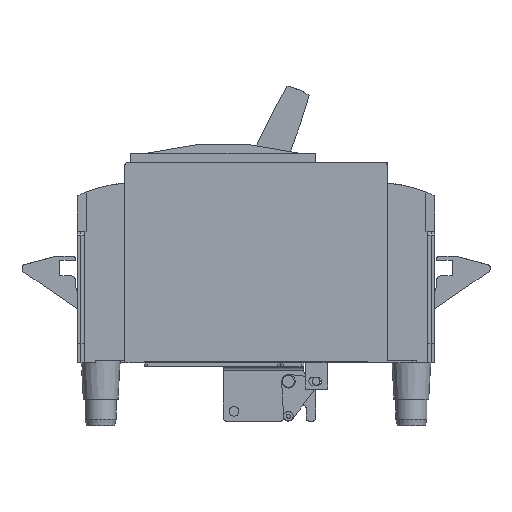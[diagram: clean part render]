
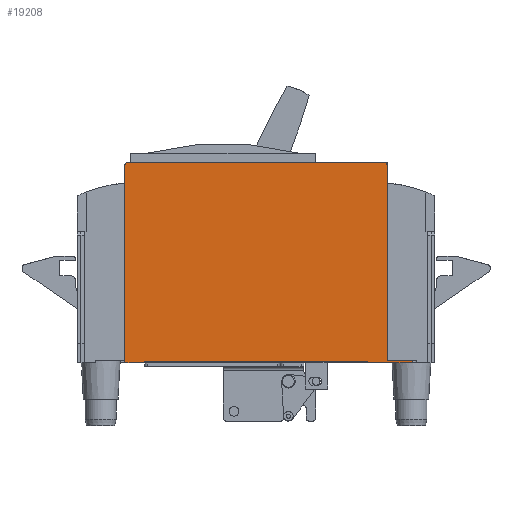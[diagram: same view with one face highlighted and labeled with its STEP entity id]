
A CAD part, left-side view. The second image highlights one B-rep face of the part: STEP entity #19208.
In plain terms, the highlighted face is planar.
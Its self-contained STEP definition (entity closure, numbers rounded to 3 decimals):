
#188=PLANE('',#20494);
#1094=LINE('',#28288,#3199);
#1150=LINE('',#28543,#3255);
#1203=LINE('',#28739,#3308);
#1654=LINE('',#29695,#3759);
#1667=LINE('',#29726,#3772);
#1682=LINE('',#29753,#3787);
#1683=LINE('',#29754,#3788);
#1684=LINE('',#29756,#3789);
#1685=LINE('',#29757,#3790);
#1686=LINE('',#29759,#3791);
#3199=VECTOR('',#22420,1000.);
#3255=VECTOR('',#22562,1000.);
#3308=VECTOR('',#22663,1000.);
#3759=VECTOR('',#23286,1000.);
#3772=VECTOR('',#23317,1000.);
#3787=VECTOR('',#23338,1000.);
#3788=VECTOR('',#23339,1000.);
#3789=VECTOR('',#23340,1000.);
#3790=VECTOR('',#23341,1000.);
#3791=VECTOR('',#23342,1000.);
#5171=CIRCLE('',#20355,1.);
#5227=CIRCLE('',#20480,1.);
#6950=ORIENTED_EDGE('',*,*,#11627,.F.);
#6951=ORIENTED_EDGE('',*,*,#12230,.T.);
#6952=ORIENTED_EDGE('',*,*,#11530,.T.);
#6953=ORIENTED_EDGE('',*,*,#12231,.F.);
#6954=ORIENTED_EDGE('',*,*,#12232,.F.);
#6955=ORIENTED_EDGE('',*,*,#12214,.F.);
#6956=ORIENTED_EDGE('',*,*,#11588,.F.);
#6957=ORIENTED_EDGE('',*,*,#12197,.F.);
#6958=ORIENTED_EDGE('',*,*,#12186,.F.);
#6959=ORIENTED_EDGE('',*,*,#11708,.F.);
#6960=ORIENTED_EDGE('',*,*,#12233,.T.);
#6961=ORIENTED_EDGE('',*,*,#12234,.F.);
#11530=EDGE_CURVE('',#14246,#14245,#1094,.T.);
#11588=EDGE_CURVE('',#14297,#14298,#5171,.T.);
#11627=EDGE_CURVE('',#14329,#14331,#1150,.T.);
#11708=EDGE_CURVE('',#14401,#14402,#1203,.T.);
#12186=EDGE_CURVE('',#14402,#14787,#5227,.T.);
#12197=EDGE_CURVE('',#14787,#14297,#1654,.T.);
#12214=EDGE_CURVE('',#14298,#14806,#1667,.T.);
#12230=EDGE_CURVE('',#14329,#14246,#1682,.T.);
#12231=EDGE_CURVE('',#14815,#14245,#1683,.T.);
#12232=EDGE_CURVE('',#14806,#14815,#1684,.T.);
#12233=EDGE_CURVE('',#14401,#14816,#1685,.T.);
#12234=EDGE_CURVE('',#14331,#14816,#1686,.T.);
#14245=VERTEX_POINT('',#28287);
#14246=VERTEX_POINT('',#28289);
#14297=VERTEX_POINT('',#28404);
#14298=VERTEX_POINT('',#28406);
#14329=VERTEX_POINT('',#28541);
#14331=VERTEX_POINT('',#28544);
#14401=VERTEX_POINT('',#28738);
#14402=VERTEX_POINT('',#28740);
#14787=VERTEX_POINT('',#29674);
#14806=VERTEX_POINT('',#29727);
#14815=VERTEX_POINT('',#29755);
#14816=VERTEX_POINT('',#29758);
#16134=EDGE_LOOP('',(#6950,#6951,#6952,#6953,#6954,#6955,#6956,#6957,#6958,
#6959,#6960,#6961));
#17573=FACE_BOUND('',#16134,.T.);
#19208=ADVANCED_FACE('',(#17573),#188,.F.);
#20355=AXIS2_PLACEMENT_3D('',#28405,#22510,#22511);
#20480=AXIS2_PLACEMENT_3D('',#29673,#23271,#23272);
#20494=AXIS2_PLACEMENT_3D('',#29752,#23336,#23337);
#22420=DIRECTION('',(1.,0.,0.));
#22510=DIRECTION('',(0.,1.,0.));
#22511=DIRECTION('',(1.,0.,0.));
#22562=DIRECTION('',(-1.,0.,0.));
#22663=DIRECTION('',(0.,0.,1.));
#23271=DIRECTION('',(0.,1.,0.));
#23272=DIRECTION('',(1.,0.,0.));
#23286=DIRECTION('',(1.,0.,0.));
#23317=DIRECTION('',(0.,0.,-1.));
#23336=DIRECTION('',(0.,1.,0.));
#23337=DIRECTION('',(0.,0.,1.));
#23338=DIRECTION('',(0.,0.,-1.));
#23339=DIRECTION('',(0.,0.,-1.));
#23340=DIRECTION('',(1.,0.,0.));
#23341=DIRECTION('',(1.,0.,0.));
#23342=DIRECTION('',(0.,0.,-1.));
#28287=CARTESIAN_POINT('',(80.4,-52.5,0.));
#28288=CARTESIAN_POINT('',(57.5,-52.5,0.));
#28289=CARTESIAN_POINT('',(57.5,-52.5,0.));
#28404=CARTESIAN_POINT('',(66.5,-52.5,103.));
#28405=CARTESIAN_POINT('',(66.5,-52.5,102.));
#28406=CARTESIAN_POINT('',(67.5,-52.5,102.));
#28541=CARTESIAN_POINT('',(57.5,-52.5,0.5));
#28543=CARTESIAN_POINT('',(67.5,-52.5,0.5));
#28544=CARTESIAN_POINT('',(-57.5,-52.5,0.5));
#28738=CARTESIAN_POINT('',(-67.5,-52.5,0.));
#28739=CARTESIAN_POINT('',(-67.5,-52.5,0.5));
#28740=CARTESIAN_POINT('',(-67.5,-52.5,102.));
#29673=CARTESIAN_POINT('',(-66.5,-52.5,102.));
#29674=CARTESIAN_POINT('',(-66.5,-52.5,103.));
#29695=CARTESIAN_POINT('',(-66.5,-52.5,103.));
#29726=CARTESIAN_POINT('',(67.5,-52.5,102.));
#29727=CARTESIAN_POINT('',(67.5,-52.5,1.1));
#29752=CARTESIAN_POINT('',(-66.5,-52.5,102.));
#29753=CARTESIAN_POINT('',(57.5,-52.5,1.1));
#29754=CARTESIAN_POINT('',(80.4,-52.5,1.1));
#29755=CARTESIAN_POINT('',(80.4,-52.5,1.1));
#29756=CARTESIAN_POINT('',(57.5,-52.5,1.1));
#29757=CARTESIAN_POINT('',(-67.5,-52.5,0.));
#29758=CARTESIAN_POINT('',(-57.5,-52.5,0.));
#29759=CARTESIAN_POINT('',(-57.5,-52.5,0.5));
